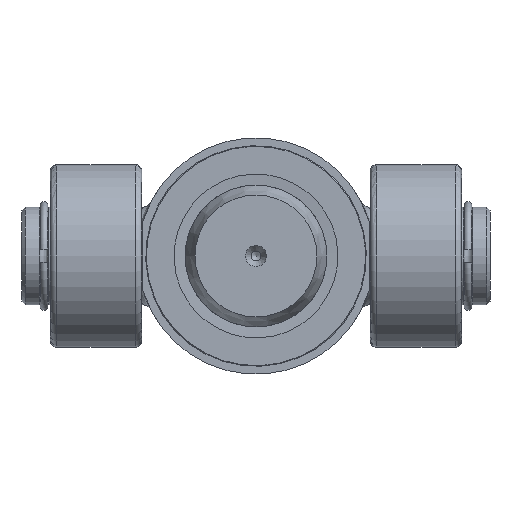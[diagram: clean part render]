
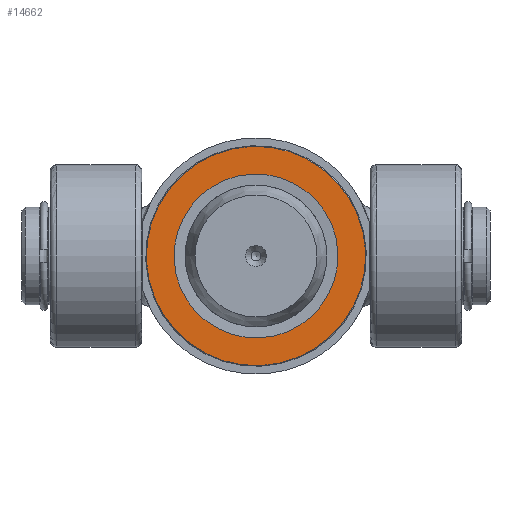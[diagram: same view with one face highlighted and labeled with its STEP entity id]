
A CAD part, front view. The second image highlights one B-rep face of the part: STEP entity #14662.
In plain terms, the highlighted face is planar.
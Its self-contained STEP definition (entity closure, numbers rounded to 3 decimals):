
#439=PLANE('',#15737);
#744=FACE_BOUND('',#2515,.T.);
#1608=FACE_OUTER_BOUND('',#2514,.T.);
#2514=EDGE_LOOP('',(#11846));
#2515=EDGE_LOOP('',(#11847));
#3857=CIRCLE('',#15736,34.8);
#3858=CIRCLE('',#15738,26.);
#6660=VERTEX_POINT('',#26474);
#6661=VERTEX_POINT('',#26477);
#8518=EDGE_CURVE('',#6660,#6660,#3857,.T.);
#8519=EDGE_CURVE('',#6661,#6661,#3858,.T.);
#11846=ORIENTED_EDGE('',*,*,#8518,.F.);
#11847=ORIENTED_EDGE('',*,*,#8519,.T.);
#14662=ADVANCED_FACE('',(#1608,#744),#439,.F.);
#15736=AXIS2_PLACEMENT_3D('',#26475,#17833,#17834);
#15737=AXIS2_PLACEMENT_3D('',#26476,#17835,#17836);
#15738=AXIS2_PLACEMENT_3D('',#26478,#17837,#17838);
#17833=DIRECTION('center_axis',(0.,0.,1.));
#17834=DIRECTION('ref_axis',(-1.,0.,0.));
#17835=DIRECTION('center_axis',(0.,0.,1.));
#17836=DIRECTION('ref_axis',(1.,0.,0.));
#17837=DIRECTION('center_axis',(0.,0.,1.));
#17838=DIRECTION('ref_axis',(0.,-1.,0.));
#26474=CARTESIAN_POINT('',(34.8,0.,0.));
#26475=CARTESIAN_POINT('Origin',(0.,0.,0.));
#26476=CARTESIAN_POINT('Origin',(0.,0.,
0.));
#26477=CARTESIAN_POINT('',(0.,-26.,0.));
#26478=CARTESIAN_POINT('Origin',(0.,0.,0.));
